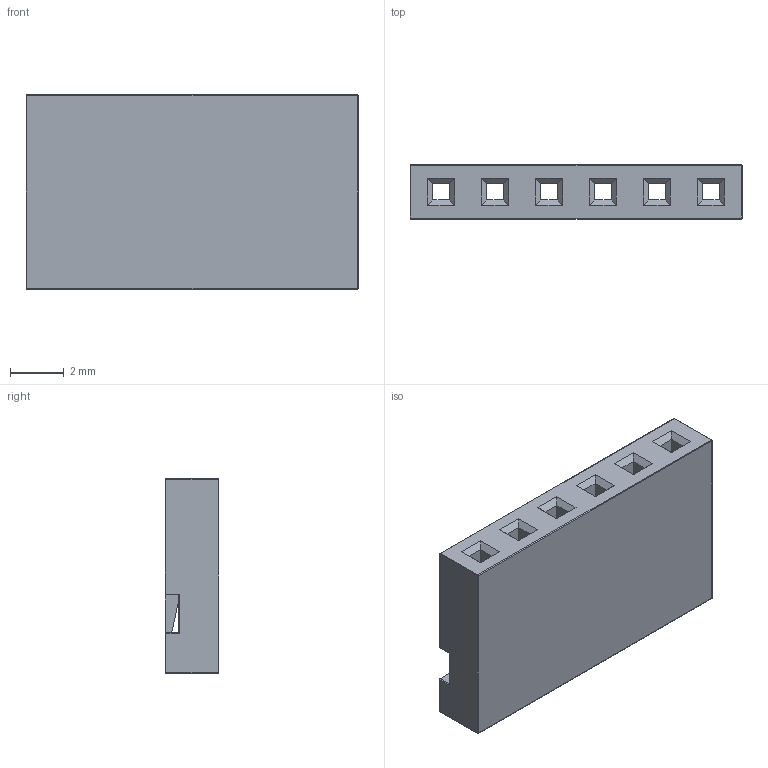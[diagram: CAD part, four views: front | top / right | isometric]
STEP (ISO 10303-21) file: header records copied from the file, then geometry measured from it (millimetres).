
FILE_DESCRIPTION (( 'STEP AP214' ), '1' );
FILE_NAME ('M22 3010600.STEP', '2017-12-18T14:28:01', ( '' ), ( '' ), 'SwSTEP 2.0', 'SolidWorks 2014', '' );
FILE_SCHEMA (( 'AUTOMOTIVE_DESIGN' ));
Length unit declared in the file: millimetre
Products named in the file (1): M22 3010600
Bounding box: 12.3 x 2 x 7.2 mm (x, y, z)
Volume: 78 mm3; surface area: 499.6 mm2
Topology: 6 solids, 6 shells, 183 faces, 480 edges, 294 vertices
Faces by surface type: plane 153, cylinder 21, sphere 9
Entity records: 5520 total; most frequent: CARTESIAN_POINT 970, ORIENTED_EDGE 942, DIRECTION 860, EDGE_CURVE 471, LINE 436, VECTOR 436, VERTEX_POINT 294, AXIS2_PLACEMENT_3D 212
